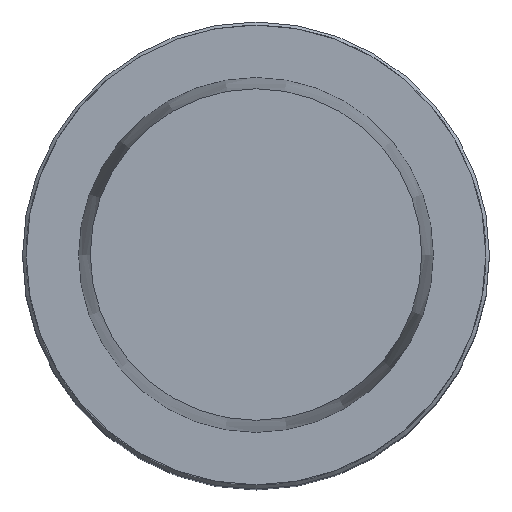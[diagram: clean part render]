
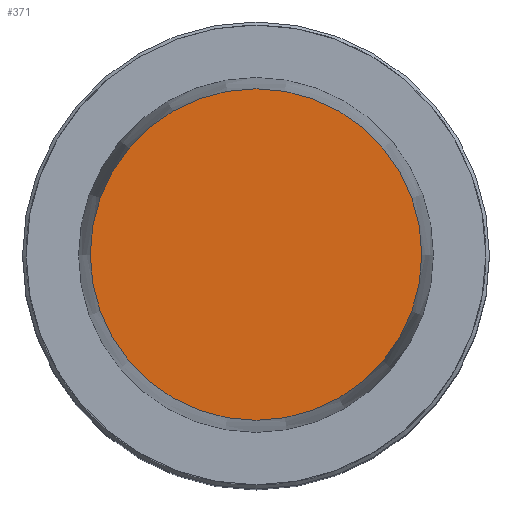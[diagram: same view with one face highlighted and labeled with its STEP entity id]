
A CAD part, top view. The second image highlights one B-rep face of the part: STEP entity #371.
In plain terms, the highlighted planar face has unit normal (0, 0, 1).
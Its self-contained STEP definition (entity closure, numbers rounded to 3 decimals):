
#371=ADVANCED_FACE('240[2]',(#915),#916,.T.);
#491=EDGE_CURVE('240[2]',#1065,#1065,#1066,.T.);
#915=FACE_OUTER_BOUND('',#1716,.T.);
#916=PLANE('',#1717);
#1065=VERTEX_POINT('',#2018);
#1066=CIRCLE('',#2019,22.715);
#1716=EDGE_LOOP('',(#2626));
#1717=AXIS2_PLACEMENT_3D('',#2627,#2628,#2629);
#2018=CARTESIAN_POINT('',(22.715,0.,32.0));
#2019=AXIS2_PLACEMENT_3D('',#2775,#2776,#2777);
#2626=ORIENTED_EDGE('',*,*,#491,.F.);
#2627=CARTESIAN_POINT('',(11.357,0.,32.0));
#2628=DIRECTION('',(0.,0.,1.0));
#2629=DIRECTION('',(1.0,0.,0.0));
#2775=CARTESIAN_POINT('',(0.,0.,32.0));
#2776=DIRECTION('',(0.,0.,-1.0));
#2777=DIRECTION('',(1.0,0.,0.));
